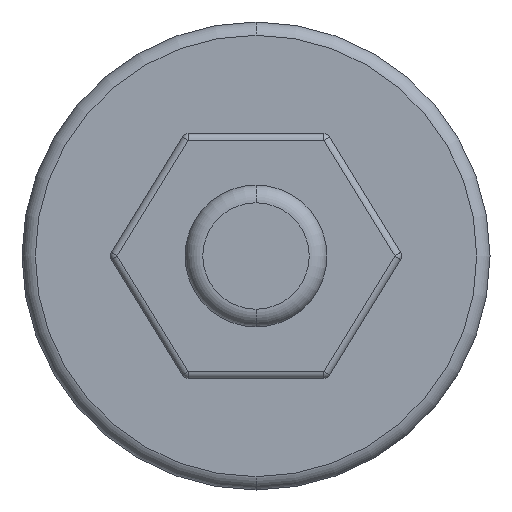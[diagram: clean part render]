
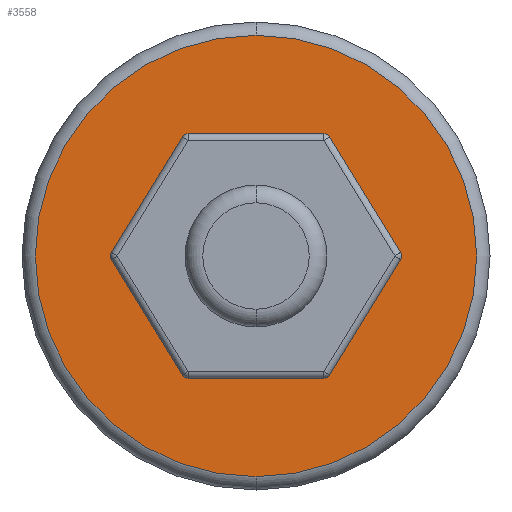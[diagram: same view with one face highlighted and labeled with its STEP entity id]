
A CAD part, front view. The second image highlights one B-rep face of the part: STEP entity #3558.
In plain terms, the highlighted planar face has unit normal (0, -1, 0).
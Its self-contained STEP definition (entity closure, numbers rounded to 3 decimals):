
#52 = DIRECTION ( 'NONE',  ( 0., 0., -1. ) ) ;
#87 = EDGE_CURVE ( 'NONE', #4090, #2664, #1991, .T. ) ;
#136 = EDGE_CURVE ( 'NONE', #2664, #4090, #3604, .T. ) ;
#166 = EDGE_LOOP ( 'NONE', ( #3189, #1360 ) ) ;
#287 = PLANE ( 'NONE',  #1171 ) ;
#647 = AXIS2_PLACEMENT_3D ( 'NONE', #4118, #1353, #52 ) ;
#1068 = DIRECTION ( 'NONE',  ( 0., 0., -1. ) ) ;
#1171 = AXIS2_PLACEMENT_3D ( 'NONE', #2668, #1771, #1068 ) ;
#1353 = DIRECTION ( 'NONE',  ( 0., -1., 0. ) ) ;
#1360 = ORIENTED_EDGE ( 'NONE', *, *, #136, .T. ) ;
#1771 = DIRECTION ( 'NONE',  ( 0., -1., 0. ) ) ;
#1991 = CIRCLE ( 'NONE', #647, 6.225 ) ;
#2192 = CARTESIAN_POINT ( 'NONE',  ( 0., 9.5, 6.225 ) ) ;
#2664 = VERTEX_POINT ( 'NONE', #3331 ) ;
#2668 = CARTESIAN_POINT ( 'NONE',  ( 0., 9.5, 0. ) ) ;
#2756 = CARTESIAN_POINT ( 'NONE',  ( 0., 9.5, 0. ) ) ;
#3189 = ORIENTED_EDGE ( 'NONE', *, *, #87, .T. ) ;
#3331 = CARTESIAN_POINT ( 'NONE',  ( 0., 9.5, -6.225 ) ) ;
#3363 = DIRECTION ( 'NONE',  ( 0., 0., -1. ) ) ;
#3470 = AXIS2_PLACEMENT_3D ( 'NONE', #2756, #4364, #3363 ) ;
#3558 = ADVANCED_FACE ( 'NONE', ( #3648 ), #287, .T. ) ;
#3604 = CIRCLE ( 'NONE', #3470, 6.225 ) ;
#3648 = FACE_OUTER_BOUND ( 'NONE', #166, .T. ) ;
#4090 = VERTEX_POINT ( 'NONE', #2192 ) ;
#4118 = CARTESIAN_POINT ( 'NONE',  ( 0., 9.5, 0. ) ) ;
#4364 = DIRECTION ( 'NONE',  ( 0., -1., 0. ) ) ;
